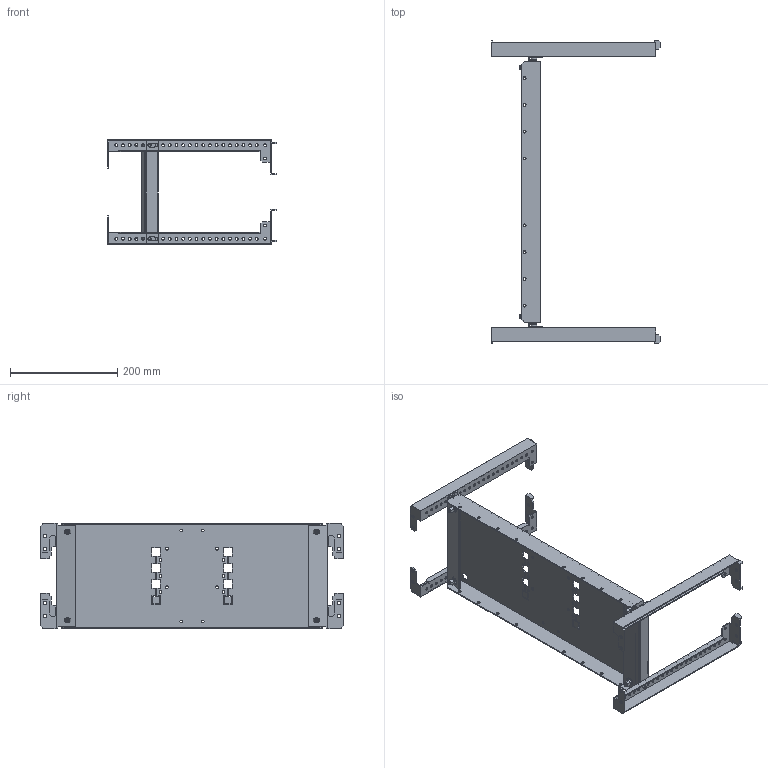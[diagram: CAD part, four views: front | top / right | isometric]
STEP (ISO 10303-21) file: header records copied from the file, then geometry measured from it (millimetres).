
FILE_DESCRIPTION (( 'STEP AP203' ), '1' );
FILE_NAME ('FO-00-ADF-020-060 FORMAT Ê-ò ãîðèçîíò. ARMAT MCCB A_D ôèêñ. 3-4P 200õ600 IEK.STEP', '2024-07-26T16:08:47', ( '' ), ( '' ), 'SwSTEP 2.0', 'SolidWorks 2022', '' );
FILE_SCHEMA (( 'CONFIG_CONTROL_DESIGN' ));
Length unit declared in the file: millimetre
Products named in the file (1): FO-00-ADF-020-060 FORMAT К-т горизонт. ARMAT MCCB A_D фикс. 3-4P 200х600 IEK
Bounding box: 314.5 x 565.63 x 197 mm (x, y, z)
Volume: 502871.1 mm3; surface area: 539281.2 mm2
Topology: 11 solids, 11 shells, 1110 faces, 3044 edges, 2008 vertices
Faces by surface type: plane 542, cylinder 480, cone 56, torus 32
Entity records: 36649 total; most frequent: CARTESIAN_POINT 6783, DIRECTION 6270, ORIENTED_EDGE 6088, EDGE_CURVE 3044, AXIS2_PLACEMENT_3D 2183, VERTEX_POINT 2008, LINE 1904, VECTOR 1904
